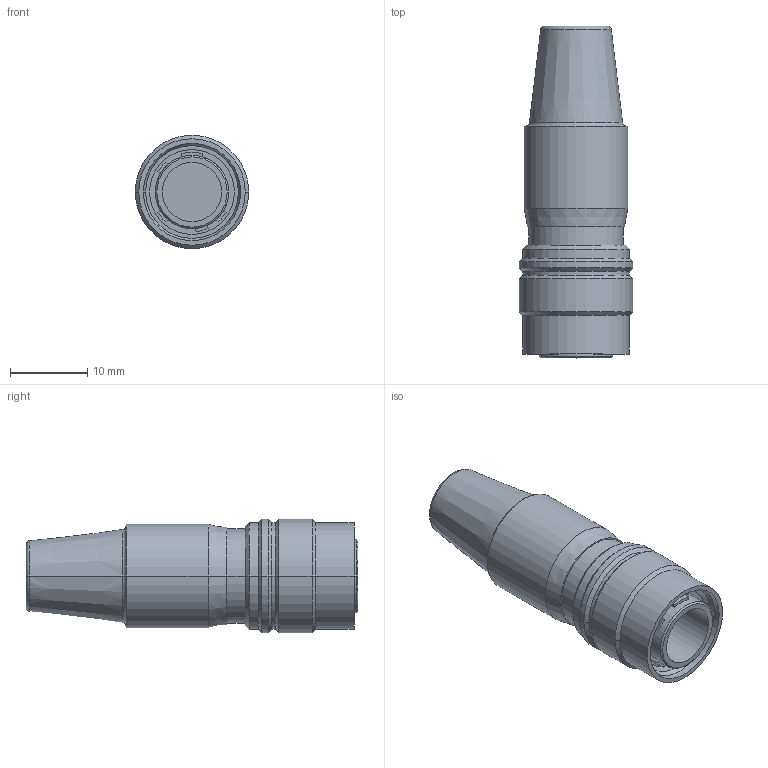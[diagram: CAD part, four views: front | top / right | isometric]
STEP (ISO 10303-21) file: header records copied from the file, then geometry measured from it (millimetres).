
FILE_DESCRIPTION(('CoCreate Modeling STEP Export'),'2;1');
FILE_NAME('HR10A-10P-10P.stp','2009-06-29T 9:53:10',(''),(''),'CoCreate Modeling STEP processor for AP214 (Solid Model)','CoCreate Modeling 16.00B 02-Dec-2008 (C) Parametric Technology GmbH','');
FILE_SCHEMA(('AUTOMOTIVE_DESIGN { 1 0 10303 214 1 1 1 1 }'));
Length unit declared in the file: millimetre
Products named in the file (1): HR10A-10P-10P
Bounding box: 14.7 x 43 x 14.7 mm (x, y, z)
Volume: 5110.9 mm3; surface area: 2484.9 mm2
Topology: 1 solids, 1 shells, 75 faces, 168 edges, 102 vertices
Faces by surface type: cylinder 29, plane 24, cone 18, torus 4
Entity records: 1815 total; most frequent: ORIENTED_EDGE 336, DIRECTION 288, CARTESIAN_POINT 287, EDGE_CURVE 168, AXIS2_PLACEMENT_3D 103, VERTEX_POINT 102, VECTOR 82, LINE 82
